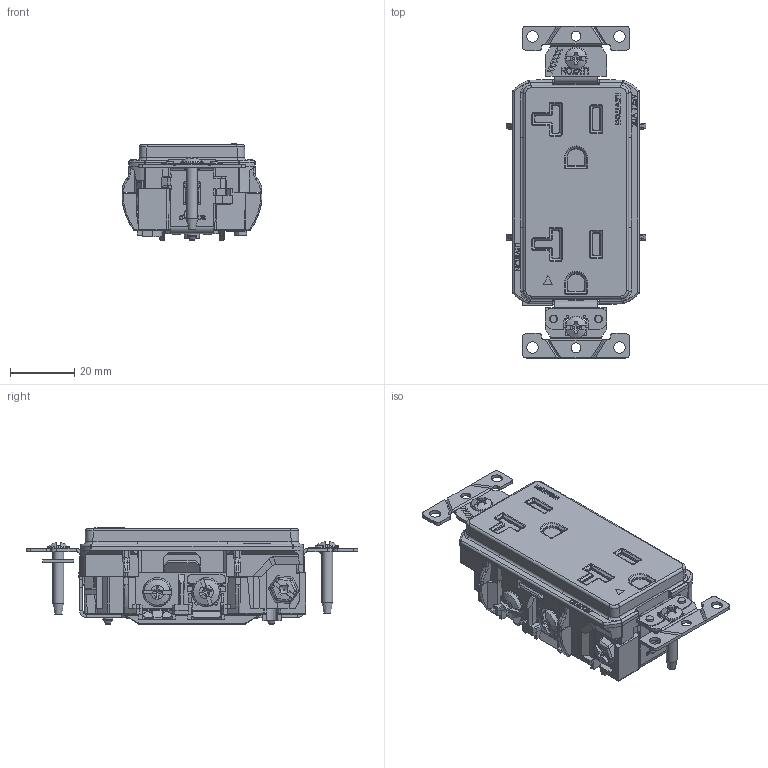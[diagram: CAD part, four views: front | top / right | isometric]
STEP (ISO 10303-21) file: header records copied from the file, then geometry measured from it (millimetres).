
FILE_DESCRIPTION (( 'STEP AP214' ), '1' );
FILE_NAME ('CATSTD-T1636-IGX-M01.STEP', '2020-10-21T12:31:35', ( '' ), ( '' ), 'SwSTEP 2.0', 'SolidWorks 2020', '' );
FILE_SCHEMA (( 'AUTOMOTIVE_DESIGN' ));
Length unit declared in the file: inch
Products named in the file (1): CATSTD-T1636-IGX-M01
Bounding box: 43.43 x 103.17 x 29.97 mm (x, y, z)
Volume: 59963.6 mm3; surface area: 23955.7 mm2
Topology: 5 solids, 11 shells, 4008 faces, 10650 edges, 6820 vertices
Faces by surface type: plane 2619, bspline 621, cylinder 574, cone 100, torus 52, sphere 42
Full cylindrical faces by diameter (mm): 1.016 x12, 2.184 x2, 2.286 x1, 2.413 x2, 2.858 x1, 3.048 x2, 3.302 x1, 3.378 x1, 3.404 x2, 3.505 x2, 3.556 x5, 3.734 x1, 3.783 x1, 3.988 x2, 4.166 x5, 4.699 x1, 4.953 x3, 6.858 x2
Entity records: 207184 total; most frequent: CARTESIAN_POINT 62491, ORIENTED_EDGE 21008, DIRECTION 16570, EDGE_CURVE 10504, LINE 7468, VECTOR 7468, VERTEX_POINT 6764, AXIS2_PLACEMENT_3D 4551
